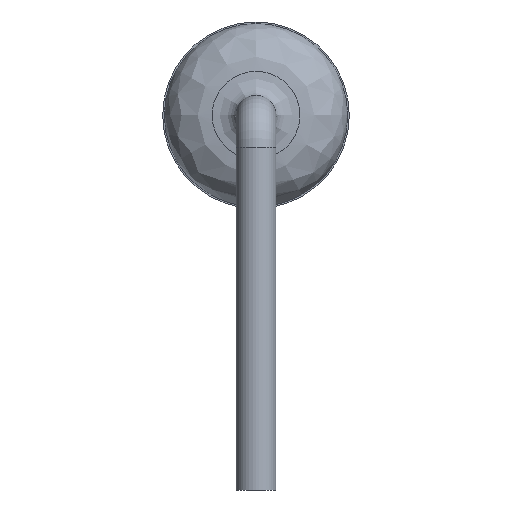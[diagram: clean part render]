
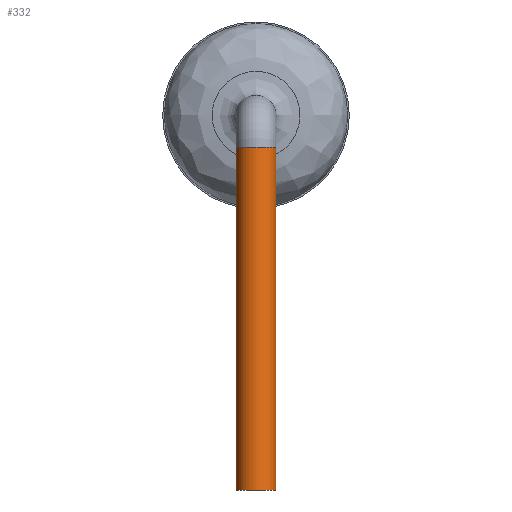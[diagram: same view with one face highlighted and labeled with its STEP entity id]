
A CAD part, left-side view. The second image highlights one B-rep face of the part: STEP entity #332.
In plain terms, the highlighted cylindrical face has radius 0.25 mm (diameter 0.5 mm), a full revolution.
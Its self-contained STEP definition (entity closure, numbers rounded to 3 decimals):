
#332=ADVANCED_FACE('',(#1269,#1271),#1273,.T.);
#1269=FACE_OUTER_BOUND('',#1270,.T.);
#1270=EDGE_LOOP('',(#1572));
#1271=FACE_OUTER_BOUND('',#1272,.T.);
#1272=EDGE_LOOP('',(#1573));
#1273=CYLINDRICAL_SURFACE('',#1274,0.25);
#1274=AXIS2_PLACEMENT_3D('',#1275,#1276,#1277);
#1275=CARTESIAN_POINT('',(-3.75,0.,-3.));
#1276=DIRECTION('',(0.,0.,1.));
#1277=DIRECTION('',(1.,0.,0.));
#1572=ORIENTED_EDGE('',*,*,#1611,.F.);
#1573=ORIENTED_EDGE('',*,*,#1612,.T.);
#1611=EDGE_CURVE('',#1677,#1677,#1678,.T.);
#1612=EDGE_CURVE('',#1679,#1679,#1680,.T.);
#1677=VERTEX_POINT('',#2162);
#1678=CIRCLE('',#2163,0.25);
#1679=VERTEX_POINT('',#2167);
#1680=CIRCLE('',#2168,0.25);
#2162=CARTESIAN_POINT('',(-3.5,0.,1.3));
#2163=AXIS2_PLACEMENT_3D('',#2164,#2165,#2166);
#2164=CARTESIAN_POINT('',(-3.75,0.,1.3));
#2165=DIRECTION('',(0.,0.,1.));
#2166=DIRECTION('',(1.,0.,0.));
#2167=CARTESIAN_POINT('',(-3.5,0.,-3.));
#2168=AXIS2_PLACEMENT_3D('',#2169,#2170,#2171);
#2169=CARTESIAN_POINT('',(-3.75,0.,-3.));
#2170=DIRECTION('',(0.,0.,1.));
#2171=DIRECTION('',(1.,0.,0.));
